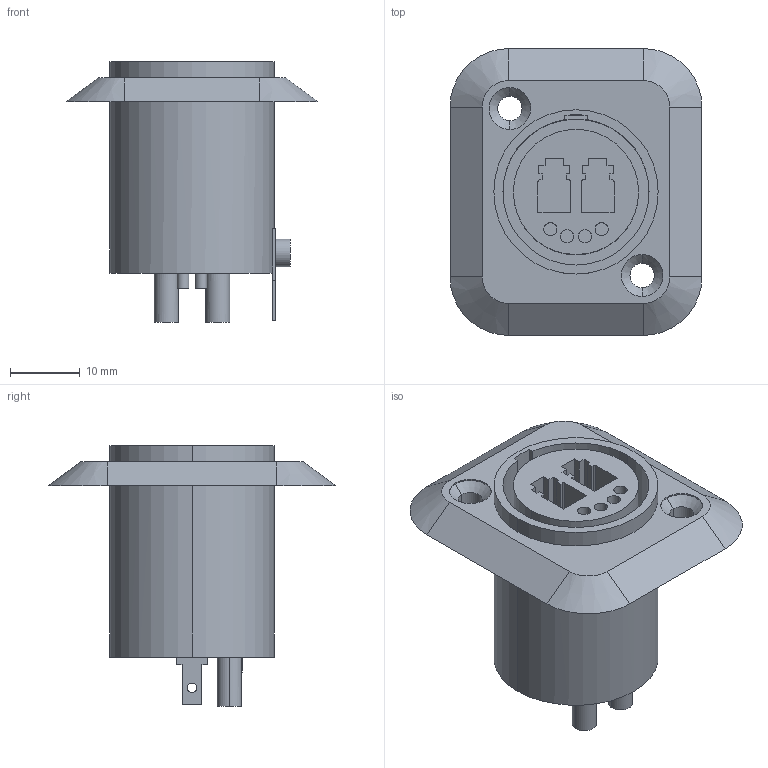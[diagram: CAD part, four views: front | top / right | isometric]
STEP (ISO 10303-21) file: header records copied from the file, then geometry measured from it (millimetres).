
FILE_DESCRIPTION((''),'2;1');
FILE_NAME('D-NO2-4FDW-1-A','2014-07-10T',('kma'),(''),'PRO/ENGINEER BY PARAMETRIC TECHNOLOGY CORPORATION, 2013430','PRO/ENGINEER BY PARAMETRIC TECHNOLOGY CORPORATION, 2013430','');
FILE_SCHEMA(('AUTOMOTIVE_DESIGN_CC2 { 1 2 10303 214 -1 1 5 2 }'));
Length unit declared in the file: millimetre
Products named in the file (1): D-NO2-4FDW-1-A
Bounding box: 36.2 x 41.2 x 37.5 mm (x, y, z)
Volume: 12026.7 mm3; surface area: 9704.7 mm2
Topology: 1 solids, 1 shells, 175 faces, 456 edges, 300 vertices
Faces by surface type: plane 120, cylinder 47, cone 8
Entity records: 5570 total; most frequent: CARTESIAN_POINT 931, DIRECTION 916, ORIENTED_EDGE 912, EDGE_CURVE 456, VECTOR 346, LINE 346, VERTEX_POINT 300, AXIS2_PLACEMENT_3D 285
